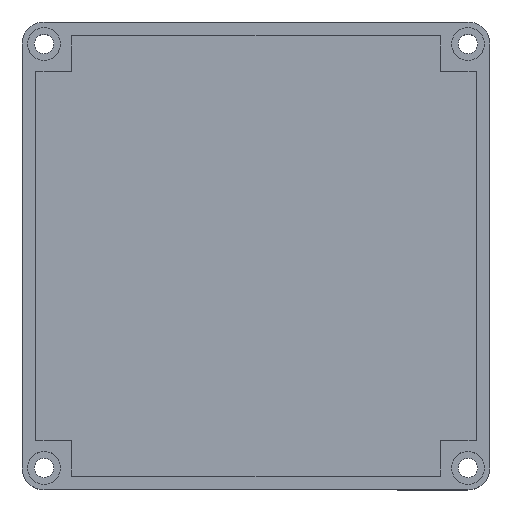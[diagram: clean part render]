
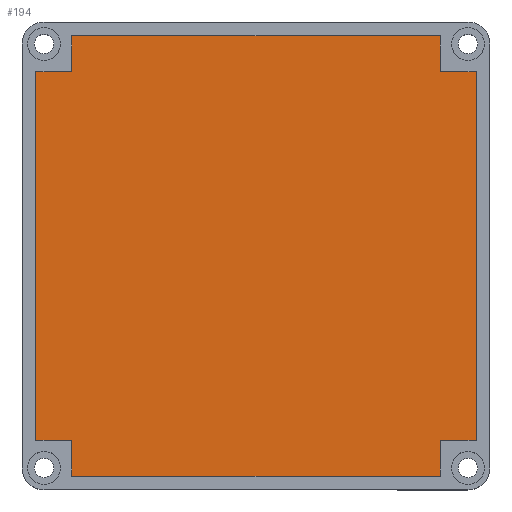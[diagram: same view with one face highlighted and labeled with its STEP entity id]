
A CAD part, top view. The second image highlights one B-rep face of the part: STEP entity #194.
In plain terms, the highlighted planar face has unit normal (0, 0, 1).
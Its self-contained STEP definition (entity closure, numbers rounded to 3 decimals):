
#29 = CARTESIAN_POINT ( 'NONE',  ( -33.485, 40., 8.7 ) ) ;
#34 = CARTESIAN_POINT ( 'NONE',  ( 40., 33.485, 8.7 ) ) ;
#36 = DIRECTION ( 'NONE',  ( 0., -1., 0. ) ) ;
#47 = CARTESIAN_POINT ( 'NONE',  ( 33.485, 33.485, 8.7 ) ) ;
#56 = DIRECTION ( 'NONE',  ( 0., 1., 0. ) ) ;
#59 = CARTESIAN_POINT ( 'NONE',  ( -33.485, -33.485, 8.7 ) ) ;
#60 = DIRECTION ( 'NONE',  ( 0., -1., 0. ) ) ;
#66 = CARTESIAN_POINT ( 'NONE',  ( 33.485, 40., 8.7 ) ) ;
#88 = CARTESIAN_POINT ( 'NONE',  ( -33.485, 40., 8.7 ) ) ;
#93 = PLANE ( 'NONE',  #508 ) ;
#96 = CARTESIAN_POINT ( 'NONE',  ( -33.485, 40., 8.7 ) ) ;
#98 = DIRECTION ( 'NONE',  ( 0., 0., 1. ) ) ;
#99 = DIRECTION ( 'NONE',  ( 1., 0., 0. ) ) ;
#101 = CARTESIAN_POINT ( 'NONE',  ( 33.485, 40., 8.7 ) ) ;
#105 = CARTESIAN_POINT ( 'NONE',  ( -33.485, 33.485, 8.7 ) ) ;
#117 = DIRECTION ( 'NONE',  ( -1., 0., 0. ) ) ;
#122 = CARTESIAN_POINT ( 'NONE',  ( -40., 33.485, 8.7 ) ) ;
#124 = DIRECTION ( 'NONE',  ( 0., -1., 0. ) ) ;
#145 = CARTESIAN_POINT ( 'NONE',  ( -40., -33.485, 8.7 ) ) ;
#194 = ADVANCED_FACE ( 'NONE', ( #871 ), #93, .T. ) ;
#214 = VERTEX_POINT ( 'NONE', #96 ) ;
#215 = VERTEX_POINT ( 'NONE', #101 ) ;
#216 = VERTEX_POINT ( 'NONE', #105 ) ;
#274 = VERTEX_POINT ( 'NONE', #1254 ) ;
#275 = VERTEX_POINT ( 'NONE', #1255 ) ;
#276 = VERTEX_POINT ( 'NONE', #1256 ) ;
#277 = VERTEX_POINT ( 'NONE', #1257 ) ;
#278 = VERTEX_POINT ( 'NONE', #1258 ) ;
#279 = VERTEX_POINT ( 'NONE', #1259 ) ;
#280 = VERTEX_POINT ( 'NONE', #1260 ) ;
#281 = VERTEX_POINT ( 'NONE', #1261 ) ;
#282 = VERTEX_POINT ( 'NONE', #1262 ) ;
#302 = CARTESIAN_POINT ( 'NONE',  ( 40., -33.485, 8.7 ) ) ;
#303 = DIRECTION ( 'NONE',  ( 0., 1., 0. ) ) ;
#308 = CARTESIAN_POINT ( 'NONE',  ( -33.485, 33.485, 8.7 ) ) ;
#309 = DIRECTION ( 'NONE',  ( -1., 0., 0. ) ) ;
#339 = CARTESIAN_POINT ( 'NONE',  ( -33.485, -40., 8.7 ) ) ;
#340 = DIRECTION ( 'NONE',  ( 1., 0., 0. ) ) ;
#370 = EDGE_CURVE ( 'NONE', #214, #216, #720, .T. ) ;
#371 = EDGE_CURVE ( 'NONE', #281, #282, #721, .T. ) ;
#375 = EDGE_CURVE ( 'NONE', #274, #275, #736, .T. ) ;
#387 = EDGE_CURVE ( 'NONE', #275, #276, #682, .T. ) ;
#388 = EDGE_CURVE ( 'NONE', #279, #280, #758, .T. ) ;
#396 = EDGE_CURVE ( 'NONE', #278, #279, #780, .T. ) ;
#409 = EDGE_CURVE ( 'NONE', #282, #215, #814, .T. ) ;
#411 = EDGE_CURVE ( 'NONE', #276, #277, #715, .T. ) ;
#417 = EDGE_CURVE ( 'NONE', #215, #214, #644, .T. ) ;
#448 = EDGE_CURVE ( 'NONE', #280, #281, #626, .T. ) ;
#451 = EDGE_CURVE ( 'NONE', #216, #274, #817, .T. ) ;
#463 = EDGE_CURVE ( 'NONE', #277, #278, #760, .T. ) ;
#508 = AXIS2_PLACEMENT_3D ( 'NONE', #88, #98, #99 ) ;
#589 = DIRECTION ( 'NONE',  ( -1., 0., 0. ) ) ;
#624 = VECTOR ( 'NONE', #589, 1000. ) ;
#626 = LINE ( 'NONE', #302, #773 ) ;
#634 = VECTOR ( 'NONE', #124, 1000. ) ;
#641 = VECTOR ( 'NONE', #1270, 1000. ) ;
#644 = LINE ( 'NONE', #66, #624 ) ;
#666 = VECTOR ( 'NONE', #56, 1000. ) ;
#682 = LINE ( 'NONE', #145, #641 ) ;
#688 = VECTOR ( 'NONE', #1290, 1000. ) ;
#697 = VECTOR ( 'NONE', #117, 1000. ) ;
#698 = VECTOR ( 'NONE', #340, 1000. ) ;
#711 = VECTOR ( 'NONE', #60, 1000. ) ;
#715 = LINE ( 'NONE', #59, #711 ) ;
#720 = LINE ( 'NONE', #29, #796 ) ;
#721 = LINE ( 'NONE', #34, #697 ) ;
#736 = LINE ( 'NONE', #122, #634 ) ;
#758 = LINE ( 'NONE', #1271, #798 ) ;
#760 = LINE ( 'NONE', #339, #698 ) ;
#773 = VECTOR ( 'NONE', #303, 1000. ) ;
#780 = LINE ( 'NONE', #1287, #688 ) ;
#796 = VECTOR ( 'NONE', #36, 1000. ) ;
#798 = VECTOR ( 'NONE', #1272, 1000. ) ;
#806 = VECTOR ( 'NONE', #309, 1000. ) ;
#814 = LINE ( 'NONE', #47, #666 ) ;
#817 = LINE ( 'NONE', #308, #806 ) ;
#871 = FACE_OUTER_BOUND ( 'NONE', #1013, .T. ) ;
#1013 = EDGE_LOOP ( 'NONE', ( #1073, #1072, #1071, #1070, #1069, #1068, #1067, #1064, #1061, #1059, #1057, #1053 ) ) ;
#1053 = ORIENTED_EDGE ( 'NONE', *, *, #409, .T. ) ;
#1057 = ORIENTED_EDGE ( 'NONE', *, *, #371, .T. ) ;
#1059 = ORIENTED_EDGE ( 'NONE', *, *, #448, .T. ) ;
#1061 = ORIENTED_EDGE ( 'NONE', *, *, #388, .T. ) ;
#1064 = ORIENTED_EDGE ( 'NONE', *, *, #396, .T. ) ;
#1067 = ORIENTED_EDGE ( 'NONE', *, *, #463, .T. ) ;
#1068 = ORIENTED_EDGE ( 'NONE', *, *, #411, .T. ) ;
#1069 = ORIENTED_EDGE ( 'NONE', *, *, #387, .T. ) ;
#1070 = ORIENTED_EDGE ( 'NONE', *, *, #375, .T. ) ;
#1071 = ORIENTED_EDGE ( 'NONE', *, *, #451, .T. ) ;
#1072 = ORIENTED_EDGE ( 'NONE', *, *, #370, .T. ) ;
#1073 = ORIENTED_EDGE ( 'NONE', *, *, #417, .T. ) ;
#1254 = CARTESIAN_POINT ( 'NONE',  ( -40., 33.485, 8.7 ) ) ;
#1255 = CARTESIAN_POINT ( 'NONE',  ( -40., -33.485, 8.7 ) ) ;
#1256 = CARTESIAN_POINT ( 'NONE',  ( -33.485, -33.485, 8.7 ) ) ;
#1257 = CARTESIAN_POINT ( 'NONE',  ( -33.485, -40., 8.7 ) ) ;
#1258 = CARTESIAN_POINT ( 'NONE',  ( 33.485, -40., 8.7 ) ) ;
#1259 = CARTESIAN_POINT ( 'NONE',  ( 33.485, -33.485, 8.7 ) ) ;
#1260 = CARTESIAN_POINT ( 'NONE',  ( 40., -33.485, 8.7 ) ) ;
#1261 = CARTESIAN_POINT ( 'NONE',  ( 40., 33.485, 8.7 ) ) ;
#1262 = CARTESIAN_POINT ( 'NONE',  ( 33.485, 33.485, 8.7 ) ) ;
#1270 = DIRECTION ( 'NONE',  ( 1., 0., 0. ) ) ;
#1271 = CARTESIAN_POINT ( 'NONE',  ( 33.485, -33.485, 8.7 ) ) ;
#1272 = DIRECTION ( 'NONE',  ( 1., 0., 0. ) ) ;
#1287 = CARTESIAN_POINT ( 'NONE',  ( 33.485, -40., 8.7 ) ) ;
#1290 = DIRECTION ( 'NONE',  ( 0., 1., 0. ) ) ;
